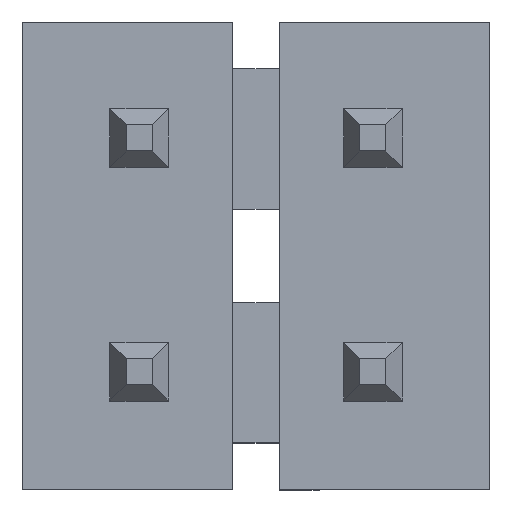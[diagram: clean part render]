
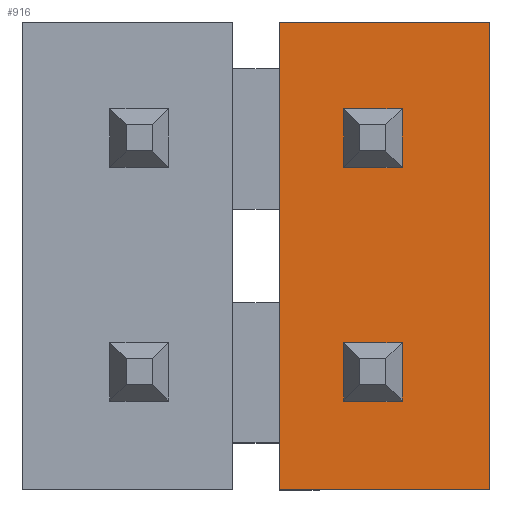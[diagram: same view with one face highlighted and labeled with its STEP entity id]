
A CAD part, top view. The second image highlights one B-rep face of the part: STEP entity #916.
In plain terms, the highlighted free-form (B-spline) face has degree [1, 1] with [2, 2] control points.
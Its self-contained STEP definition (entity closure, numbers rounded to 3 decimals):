
#820=CARTESIAN_POINT('',(2.54,-2.54,2.54));
#821=VERTEX_POINT('',#820);
#830=CARTESIAN_POINT('',(0.254,-2.54,2.54));
#831=VERTEX_POINT('',#830);
#832=CARTESIAN_POINT('',(0.254,-2.54,2.54));
#833=DIRECTION('',(1.0,0.0,0.0));
#834=VECTOR('',#833,2.286);
#835=LINE('',#832,#834);
#836=EDGE_CURVE('',#831,#821,#835,.T.);
#862=CARTESIAN_POINT('',(2.54,2.54,2.54));
#863=VERTEX_POINT('',#862);
#878=CARTESIAN_POINT('',(0.254,2.54,2.54));
#879=VERTEX_POINT('',#878);
#886=CARTESIAN_POINT('',(2.54,2.54,2.54));
#887=DIRECTION('',(-1.0,0.0,0.0));
#888=VECTOR('',#887,2.286);
#889=LINE('',#886,#888);
#890=EDGE_CURVE('',#863,#879,#889,.T.);
#895=CARTESIAN_POINT('',(2.54,2.54,2.54));
#896=CARTESIAN_POINT('',(2.54,-2.54,2.54));
#897=CARTESIAN_POINT('',(0.254,2.54,2.54));
#898=CARTESIAN_POINT('',(0.254,-2.54,2.54));
#899=B_SPLINE_SURFACE_WITH_KNOTS('',1,1,((#895,#897),(#896,#898)),.UNSPECIFIED.,.F.,.F.,.U.,(2,2),(2,2),(0.0,5.08),(0.0,2.286),.UNSPECIFIED.);
#900=CARTESIAN_POINT('',(0.254,-2.54,2.54));
#901=DIRECTION('',(0.0,1.0,0.0));
#902=VECTOR('',#901,5.08);
#903=LINE('',#900,#902);
#904=EDGE_CURVE('',#831,#879,#903,.T.);
#905=ORIENTED_EDGE('',*,*,#904,.F.);
#906=ORIENTED_EDGE('',*,*,#836,.T.);
#907=CARTESIAN_POINT('',(2.54,-2.54,2.54));
#908=DIRECTION('',(0.0,1.0,0.0));
#909=VECTOR('',#908,5.08);
#910=LINE('',#907,#909);
#911=EDGE_CURVE('',#821,#863,#910,.T.);
#912=ORIENTED_EDGE('',*,*,#911,.T.);
#913=ORIENTED_EDGE('',*,*,#890,.T.);
#914=EDGE_LOOP('',(#905,#906,#912,#913));
#915=FACE_OUTER_BOUND('',#914,.T.);
#916=ADVANCED_FACE('',(#915),#899,.F.);
